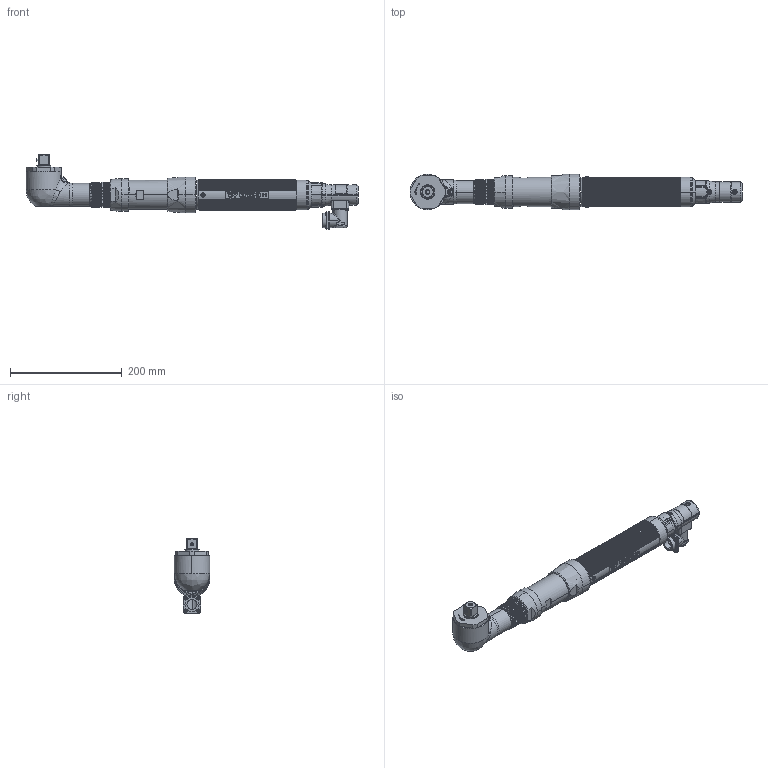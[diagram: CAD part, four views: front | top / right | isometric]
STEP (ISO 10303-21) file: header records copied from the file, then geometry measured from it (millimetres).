
FILE_DESCRIPTION((''),'2;1');
FILE_NAME('SR_SW0001','2017-06-14T',('KMO1124'),(''),'PRO/ENGINEER BY PARAMETRIC TECHNOLOGY CORPORATION, 2010430','PRO/ENGINEER BY PARAMETRIC TECHNOLOGY CORPORATION, 2010430','');
FILE_SCHEMA(('CONFIG_CONTROL_DESIGN'));
Products named in the file (1): SR_SW0001
Bounding box: 594.66 x 63.5 x 132.94 mm (x, y, z)
Volume: 503253.6 mm3; surface area: 296931.5 mm2
Topology: 11 solids, 11 shells, 3793 faces, 10553 edges, 6856 vertices
Faces by surface type: plane 1633, cylinder 1125, cone 354, torus 265, extrusion 210, bspline 206
Entity records: 225702 total; most frequent: CARTESIAN_POINT 131243, ORIENTED_EDGE 21088, DIRECTION 17885, EDGE_CURVE 10544, VERTEX_POINT 6856, AXIS2_PLACEMENT_3D 6215, VECTOR 5455, LINE 5245
